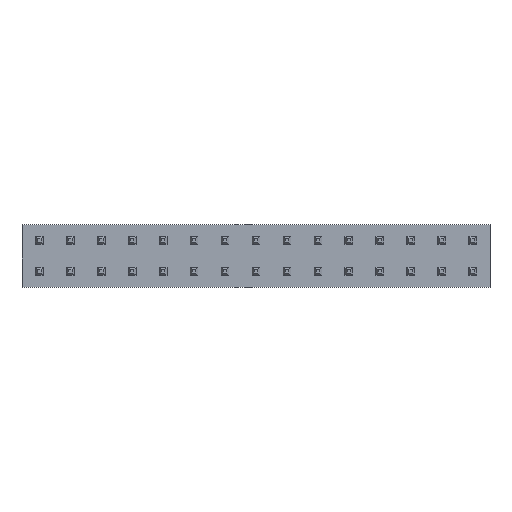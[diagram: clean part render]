
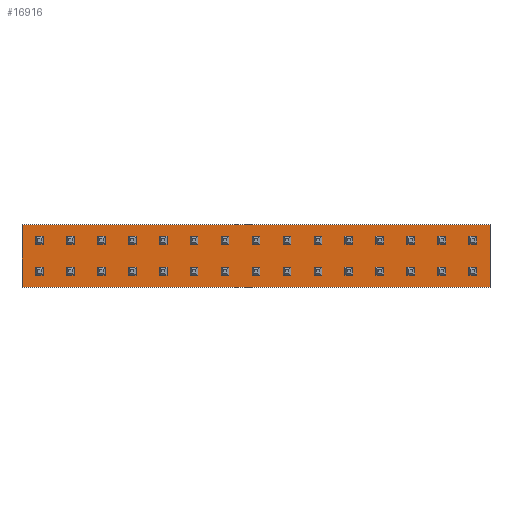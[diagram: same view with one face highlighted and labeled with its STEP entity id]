
A CAD part, top view. The second image highlights one B-rep face of the part: STEP entity #16916.
In plain terms, the highlighted planar face has unit normal (0, 0, 1).
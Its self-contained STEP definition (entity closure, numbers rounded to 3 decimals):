
#16791 = CARTESIAN_POINT ( 'NONE',  ( 36.98, 3.845, 2.54 ) ) ;
#16792 = VERTEX_POINT ( 'NONE', #16791 ) ;
#16799 = CARTESIAN_POINT ( 'NONE',  ( 36.98, -1.305, 2.54 ) ) ;
#16800 = VERTEX_POINT ( 'NONE', #16799 ) ;
#16801 = CARTESIAN_POINT ( 'NONE',  ( 36.98, -1.305, 2.54 ) ) ;
#16802 = DIRECTION ( 'NONE',  ( 0., 1., 0. ) ) ;
#16803 = VECTOR ( 'NONE', #16802, 1000. ) ;
#16804 = LINE ( 'NONE', #16801, #16803 ) ;
#16805 = EDGE_CURVE ( 'NONE', #16800, #16792, #16804, .T. ) ;
#16829 = CARTESIAN_POINT ( 'NONE',  ( -1.42, 3.845, 2.54 ) ) ;
#16830 = VERTEX_POINT ( 'NONE', #16829 ) ;
#16837 = CARTESIAN_POINT ( 'NONE',  ( -1.42, 3.845, 2.54 ) ) ;
#16838 = DIRECTION ( 'NONE',  ( -1., 0., 0. ) ) ;
#16839 = VECTOR ( 'NONE', #16838, 1000. ) ;
#16840 = LINE ( 'NONE', #16837, #16839 ) ;
#16841 = EDGE_CURVE ( 'NONE', #16792, #16830, #16840, .T. ) ;
#16860 = CARTESIAN_POINT ( 'NONE',  ( -1.42, -1.305, 2.54 ) ) ;
#16861 = VERTEX_POINT ( 'NONE', #16860 ) ;
#16868 = CARTESIAN_POINT ( 'NONE',  ( -1.42, -1.305, 2.54 ) ) ;
#16869 = DIRECTION ( 'NONE',  ( 0., -1., 0. ) ) ;
#16870 = VECTOR ( 'NONE', #16869, 1000. ) ;
#16871 = LINE ( 'NONE', #16868, #16870 ) ;
#16872 = EDGE_CURVE ( 'NONE', #16830, #16861, #16871, .T. ) ;
#16890 = CARTESIAN_POINT ( 'NONE',  ( -1.42, -1.305, 2.54 ) ) ;
#16891 = DIRECTION ( 'NONE',  ( 1., 0., 0. ) ) ;
#16892 = VECTOR ( 'NONE', #16891, 1000. ) ;
#16893 = LINE ( 'NONE', #16890, #16892 ) ;
#16894 = EDGE_CURVE ( 'NONE', #16861, #16800, #16893, .T. ) ;
#16905 = ORIENTED_EDGE ( 'NONE', *, *, #16805, .T. ) ;
#16906 = ORIENTED_EDGE ( 'NONE', *, *, #16841, .T. ) ;
#16907 = ORIENTED_EDGE ( 'NONE', *, *, #16872, .T. ) ;
#16908 = ORIENTED_EDGE ( 'NONE', *, *, #16894, .T. ) ;
#16909 = EDGE_LOOP ( 'NONE', ( #16905, #16906, #16907, #16908 ) ) ;
#16910 = FACE_OUTER_BOUND ( 'NONE', #16909, .T. ) ;
#16911 = CARTESIAN_POINT ( 'NONE',  ( 17.78, 1.27, 2.54 ) ) ;
#16912 = DIRECTION ( 'NONE',  ( 0., 0., -1. ) ) ;
#16913 = DIRECTION ( 'NONE',  ( 0., 1., 0. ) ) ;
#16914 = AXIS2_PLACEMENT_3D ( 'NONE', #16911, #16912, #16913 ) ;
#16915 = PLANE ( 'NONE', #16914 ) ;
#16916 = ADVANCED_FACE ( 'NONE', ( #16910 ), #16915, .F. ) ;
